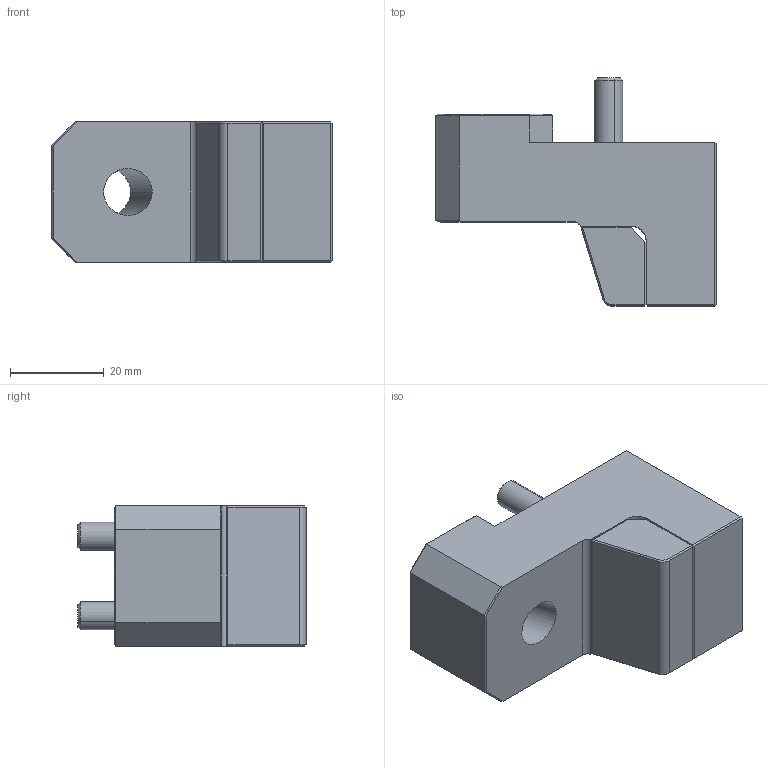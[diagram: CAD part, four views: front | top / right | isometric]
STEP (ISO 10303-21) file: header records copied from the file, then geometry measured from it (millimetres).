
FILE_DESCRIPTION (( 'STEP AP214' ), '1' );
FILE_NAME ('CG603035.STEP', '2018-03-09T10:55:02', ( '' ), ( '' ), 'SwSTEP 2.0', 'SolidWorks 2017', '' );
FILE_SCHEMA (( 'AUTOMOTIVE_DESIGN' ));
Length unit declared in the file: millimetre
Products named in the file (8): SC141730; CG603035; DIN913 M8X1X15_DIN 913 - M8 x 16-C; 9CG603035-1; DIN912 M4X16_DIN 912 M4 x 16 --- 16C; 1DIN912625_DIN 912 M6 x 25 --- 25C; 9CG603035; 3IMAN5X2
Assembly tree (9 placements, depth 3):
  CG603035
    9CG603035
      9CG603035-1
      SC141730
      DIN913 M8X1X15_DIN 913 - M8 x 16-C  x2
      DIN912 M4X16_DIN 912 M4 x 16 --- 16C
    3IMAN5X2
    1DIN912625_DIN 912 M6 x 25 --- 25C  x2
Bounding box: 60 x 48.8 x 30 mm (x, y, z)
Volume: 46713.3 mm3; surface area: 16098.8 mm2
Topology: 8 solids, 8 shells, 563 faces, 1453 edges, 934 vertices
Faces by surface type: plane 317, bspline 163, cylinder 47, cone 24, torus 12
Entity records: 27802 total; most frequent: CARTESIAN_POINT 11787, ORIENTED_EDGE 2714, DIRECTION 1889, EDGE_CURVE 1357, LINE 907, VECTOR 907, VERTEX_POINT 881, EDGE_LOOP 566
